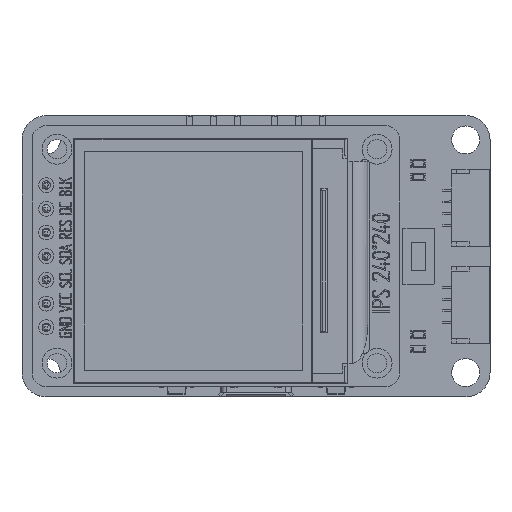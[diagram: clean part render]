
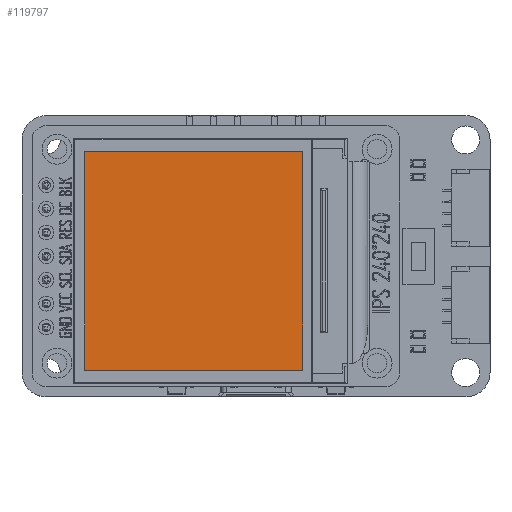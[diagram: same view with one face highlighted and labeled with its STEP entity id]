
A CAD part, top view. The second image highlights one B-rep face of the part: STEP entity #119797.
In plain terms, the highlighted planar face has unit normal (0, 0, 1).
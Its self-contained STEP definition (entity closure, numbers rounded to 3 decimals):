
#119707 = VERTEX_POINT('',#119708);
#119708 = CARTESIAN_POINT('',(-12.335,-9.155,
    3.055));
#119714 = EDGE_CURVE('',#119707,#119715,#119717,.T.);
#119715 = VERTEX_POINT('',#119716);
#119716 = CARTESIAN_POINT('',(-12.335,14.245,
    3.055));
#119717 = LINE('',#119718,#119719);
#119718 = CARTESIAN_POINT('',(-12.335,-9.155,
    3.055));
#119719 = VECTOR('',#119720,1.);
#119720 = DIRECTION('',(0.,1.,0.));
#119738 = EDGE_CURVE('',#119715,#119739,#119741,.T.);
#119739 = VERTEX_POINT('',#119740);
#119740 = CARTESIAN_POINT('',(11.065,14.245,
    3.055));
#119741 = LINE('',#119742,#119743);
#119742 = CARTESIAN_POINT('',(-12.335,14.245,
    3.055));
#119743 = VECTOR('',#119744,1.);
#119744 = DIRECTION('',(1.,0.,0.));
#119762 = EDGE_CURVE('',#119739,#119763,#119765,.T.);
#119763 = VERTEX_POINT('',#119764);
#119764 = CARTESIAN_POINT('',(11.065,-9.155,
    3.055));
#119765 = LINE('',#119766,#119767);
#119766 = CARTESIAN_POINT('',(11.065,14.245,
    3.055));
#119767 = VECTOR('',#119768,1.);
#119768 = DIRECTION('',(0.,-1.,0.));
#119786 = EDGE_CURVE('',#119763,#119707,#119787,.T.);
#119787 = LINE('',#119788,#119789);
#119788 = CARTESIAN_POINT('',(11.065,-9.155,
    3.055));
#119789 = VECTOR('',#119790,1.);
#119790 = DIRECTION('',(-1.,0.,0.));
#119797 = ADVANCED_FACE('',(#119798),#119804,.F.);
#119798 = FACE_BOUND('',#119799,.T.);
#119799 = EDGE_LOOP('',(#119800,#119801,#119802,#119803));
#119800 = ORIENTED_EDGE('',*,*,#119714,.F.);
#119801 = ORIENTED_EDGE('',*,*,#119786,.F.);
#119802 = ORIENTED_EDGE('',*,*,#119762,.F.);
#119803 = ORIENTED_EDGE('',*,*,#119738,.F.);
#119804 = PLANE('',#119805);
#119805 = AXIS2_PLACEMENT_3D('',#119806,#119807,#119808);
#119806 = CARTESIAN_POINT('',(-0.635,0.707,
    3.055));
#119807 = DIRECTION('',(0.,0.,-1.));
#119808 = DIRECTION('',(0.,-1.,0.));
